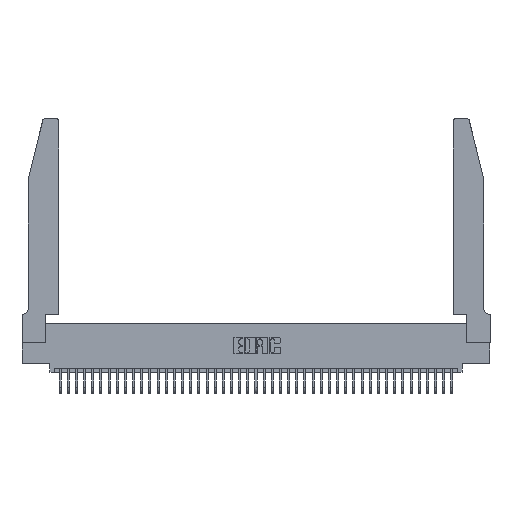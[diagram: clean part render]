
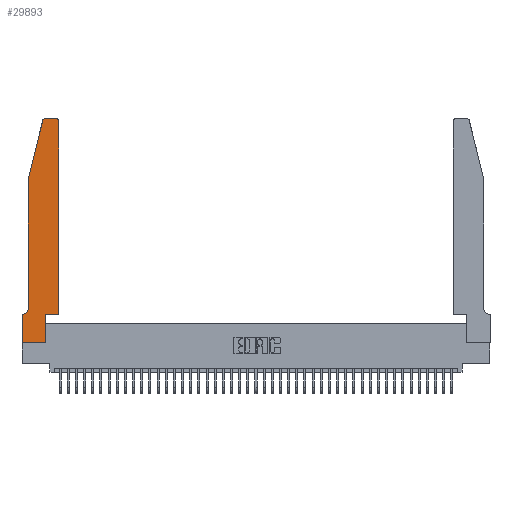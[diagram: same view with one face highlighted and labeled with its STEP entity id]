
A CAD part, top view. The second image highlights one B-rep face of the part: STEP entity #29893.
In plain terms, the highlighted planar face has unit normal (0, 0, 1).
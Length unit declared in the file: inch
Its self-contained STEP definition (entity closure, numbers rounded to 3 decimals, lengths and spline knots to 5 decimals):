
#35 = VECTOR ( 'NONE', #35067, 39.37008 ) ;
#854 = DIRECTION ( 'NONE',  ( 0., 1., 0. ) ) ;
#1404 = ORIENTED_EDGE ( 'NONE', *, *, #12589, .T. ) ;
#1553 = CARTESIAN_POINT ( 'NONE',  ( 0.4205, 2.72, 0.37 ) ) ;
#2120 = CARTESIAN_POINT ( 'NONE',  ( 0., 0.35, 0.37 ) ) ;
#2232 = DIRECTION ( 'NONE',  ( 0., 0., 1. ) ) ;
#2425 = CARTESIAN_POINT ( 'NONE',  ( 0.4205, 2.75, 0.37 ) ) ;
#2504 = DIRECTION ( 'NONE',  ( 1., 0., 0. ) ) ;
#2556 = DIRECTION ( 'NONE',  ( 0., -1., 0. ) ) ;
#2872 = ORIENTED_EDGE ( 'NONE', *, *, #3411, .T. ) ;
#2962 = ORIENTED_EDGE ( 'NONE', *, *, #6902, .T. ) ;
#3156 = LINE ( 'NONE', #8941, #18959 ) ;
#3215 = VECTOR ( 'NONE', #13766, 39.37008 ) ;
#3411 = EDGE_CURVE ( 'NONE', #29281, #10978, #37378, .T. ) ;
#3700 = VECTOR ( 'NONE', #37355, 39.37008 ) ;
#3939 = LINE ( 'NONE', #30490, #19746 ) ;
#4581 = VECTOR ( 'NONE', #2504, 39.37008 ) ;
#4720 = LINE ( 'NONE', #34210, #3700 ) ;
#4726 = DIRECTION ( 'NONE',  ( 1., 0., 0. ) ) ;
#4751 = LINE ( 'NONE', #31679, #37352 ) ;
#4809 = ORIENTED_EDGE ( 'NONE', *, *, #36727, .T. ) ;
#4905 = VECTOR ( 'NONE', #26058, 39.37008 ) ;
#5074 = VERTEX_POINT ( 'NONE', #2425 ) ;
#5104 = EDGE_CURVE ( 'NONE', #20340, #10325, #3156, .T. ) ;
#5292 = DIRECTION ( 'NONE',  ( 1., 0., 0. ) ) ;
#6244 = CIRCLE ( 'NONE', #13165, 0.03 ) ;
#6902 = EDGE_CURVE ( 'NONE', #10325, #34655, #37180, .T. ) ;
#7399 = EDGE_LOOP ( 'NONE', ( #10744, #4809, #31539, #1404, #2872, #23755, #32654, #2962, #10356, #37502, #28658, #31652 ) ) ;
#7736 = EDGE_CURVE ( 'NONE', #5074, #31334, #24310, .T. ) ;
#8301 = VERTEX_POINT ( 'NONE', #28108 ) ;
#8941 = CARTESIAN_POINT ( 'NONE',  ( 0., 0., 0.37 ) ) ;
#9207 = CARTESIAN_POINT ( 'NONE',  ( 0.0055, 0.42, 0.37 ) ) ;
#9782 = CARTESIAN_POINT ( 'NONE',  ( 0.2605, 2.75, 0.37 ) ) ;
#9964 = VERTEX_POINT ( 'NONE', #15061 ) ;
#10272 = CARTESIAN_POINT ( 'NONE',  ( 0.2865, 0., 0.37 ) ) ;
#10325 = VERTEX_POINT ( 'NONE', #26552 ) ;
#10356 = ORIENTED_EDGE ( 'NONE', *, *, #14536, .T. ) ;
#10744 = ORIENTED_EDGE ( 'NONE', *, *, #7736, .T. ) ;
#10978 = VERTEX_POINT ( 'NONE', #23310 ) ;
#11669 = LINE ( 'NONE', #39004, #3215 ) ;
#11710 = FACE_OUTER_BOUND ( 'NONE', #7399, .T. ) ;
#12361 = DIRECTION ( 'NONE',  ( -1., 0., 0. ) ) ;
#12589 = EDGE_CURVE ( 'NONE', #9964, #29281, #3939, .T. ) ;
#12952 = EDGE_CURVE ( 'NONE', #10978, #20340, #23734, .T. ) ;
#13165 = AXIS2_PLACEMENT_3D ( 'NONE', #21151, #2232, #24378 ) ;
#13766 = DIRECTION ( 'NONE',  ( 1., 0., 0. ) ) ;
#14124 = VERTEX_POINT ( 'NONE', #16253 ) ;
#14536 = EDGE_CURVE ( 'NONE', #34655, #14124, #38408, .T. ) ;
#15061 = CARTESIAN_POINT ( 'NONE',  ( 0.0755, 2., 0.37 ) ) ;
#15706 = VERTEX_POINT ( 'NONE', #34756 ) ;
#16253 = CARTESIAN_POINT ( 'NONE',  ( 0.2865, 0.35, 0.37 ) ) ;
#16471 = CARTESIAN_POINT ( 'NONE',  ( 0.0755, 0.35, 0.37 ) ) ;
#18363 = CARTESIAN_POINT ( 'NONE',  ( 0., 0., 0.37 ) ) ;
#18959 = VECTOR ( 'NONE', #2556, 39.37008 ) ;
#19746 = VECTOR ( 'NONE', #36812, 39.37008 ) ;
#19826 = EDGE_CURVE ( 'NONE', #23274, #5074, #21451, .T. ) ;
#20340 = VERTEX_POINT ( 'NONE', #22134 ) ;
#21044 = PLANE ( 'NONE',  #35271 ) ;
#21151 = CARTESIAN_POINT ( 'NONE',  ( 0.284, 2.72, 0.37 ) ) ;
#21358 = CARTESIAN_POINT ( 'NONE',  ( 0.0755, 0.42, 0.37 ) ) ;
#21451 = CIRCLE ( 'NONE', #21745, 0.03 ) ;
#21745 = AXIS2_PLACEMENT_3D ( 'NONE', #1553, #23689, #4726 ) ;
#22134 = CARTESIAN_POINT ( 'NONE',  ( 0., 0.35, 0.37 ) ) ;
#22891 = AXIS2_PLACEMENT_3D ( 'NONE', #9207, #31304, #12361 ) ;
#23274 = VERTEX_POINT ( 'NONE', #37508 ) ;
#23310 = CARTESIAN_POINT ( 'NONE',  ( 0.0055, 0.35, 0.37 ) ) ;
#23588 = EDGE_CURVE ( 'NONE', #14124, #15706, #11669, .T. ) ;
#23689 = DIRECTION ( 'NONE',  ( 0., 0., 1. ) ) ;
#23734 = LINE ( 'NONE', #16471, #4905 ) ;
#23755 = ORIENTED_EDGE ( 'NONE', *, *, #12952, .T. ) ;
#24247 = DIRECTION ( 'NONE',  ( 0., 0., 1. ) ) ;
#24310 = LINE ( 'NONE', #9782, #35 ) ;
#24378 = DIRECTION ( 'NONE',  ( 1., 0., 0. ) ) ;
#26058 = DIRECTION ( 'NONE',  ( -1., 0., 0. ) ) ;
#26552 = CARTESIAN_POINT ( 'NONE',  ( 0., 0., 0.37 ) ) ;
#28108 = CARTESIAN_POINT ( 'NONE',  ( 0.25487, 2.72718, 0.37 ) ) ;
#28658 = ORIENTED_EDGE ( 'NONE', *, *, #30093, .T. ) ;
#29281 = VERTEX_POINT ( 'NONE', #21358 ) ;
#29893 = ADVANCED_FACE ( 'NONE', ( #11710 ), #21044, .T. ) ;
#30093 = EDGE_CURVE ( 'NONE', #15706, #23274, #4751, .T. ) ;
#30490 = CARTESIAN_POINT ( 'NONE',  ( 0.0755, 2., 0.37 ) ) ;
#31048 = VECTOR ( 'NONE', #854, 39.37008 ) ;
#31235 = EDGE_CURVE ( 'NONE', #8301, #9964, #4720, .T. ) ;
#31304 = DIRECTION ( 'NONE',  ( 0., 0., -1. ) ) ;
#31334 = VERTEX_POINT ( 'NONE', #31446 ) ;
#31446 = CARTESIAN_POINT ( 'NONE',  ( 0.284, 2.75, 0.37 ) ) ;
#31539 = ORIENTED_EDGE ( 'NONE', *, *, #31235, .T. ) ;
#31652 = ORIENTED_EDGE ( 'NONE', *, *, #19826, .T. ) ;
#31679 = CARTESIAN_POINT ( 'NONE',  ( 0.4505, 0.35, 0.37 ) ) ;
#32500 = CARTESIAN_POINT ( 'NONE',  ( 0.2865, 0.35, 0.37 ) ) ;
#32654 = ORIENTED_EDGE ( 'NONE', *, *, #5104, .T. ) ;
#34210 = CARTESIAN_POINT ( 'NONE',  ( 0.0755, 2., 0.37 ) ) ;
#34655 = VERTEX_POINT ( 'NONE', #10272 ) ;
#34756 = CARTESIAN_POINT ( 'NONE',  ( 0.4505, 0.35, 0.37 ) ) ;
#34853 = DIRECTION ( 'NONE',  ( 0., 1., 0. ) ) ;
#35067 = DIRECTION ( 'NONE',  ( -1., 0., 0. ) ) ;
#35271 = AXIS2_PLACEMENT_3D ( 'NONE', #2120, #24247, #5292 ) ;
#36727 = EDGE_CURVE ( 'NONE', #31334, #8301, #6244, .T. ) ;
#36812 = DIRECTION ( 'NONE',  ( 0., -1., 0. ) ) ;
#37180 = LINE ( 'NONE', #18363, #4581 ) ;
#37352 = VECTOR ( 'NONE', #34853, 39.37008 ) ;
#37355 = DIRECTION ( 'NONE',  ( -0.239, -0.971, 0. ) ) ;
#37378 = CIRCLE ( 'NONE', #22891, 0.07 ) ;
#37502 = ORIENTED_EDGE ( 'NONE', *, *, #23588, .T. ) ;
#37508 = CARTESIAN_POINT ( 'NONE',  ( 0.4505, 2.72, 0.37 ) ) ;
#38408 = LINE ( 'NONE', #32500, #31048 ) ;
#39004 = CARTESIAN_POINT ( 'NONE',  ( 0.4505, 0.35, 0.37 ) ) ;
